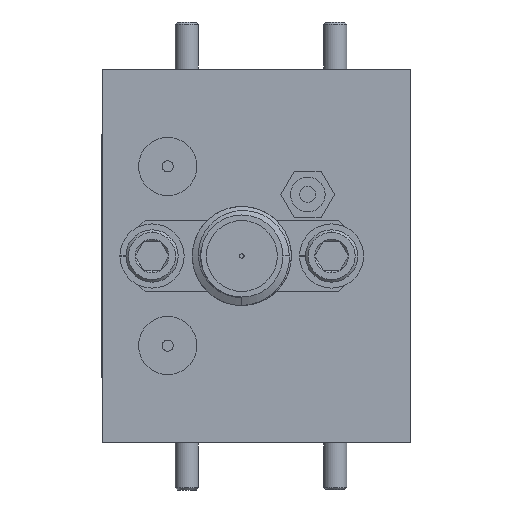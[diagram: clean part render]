
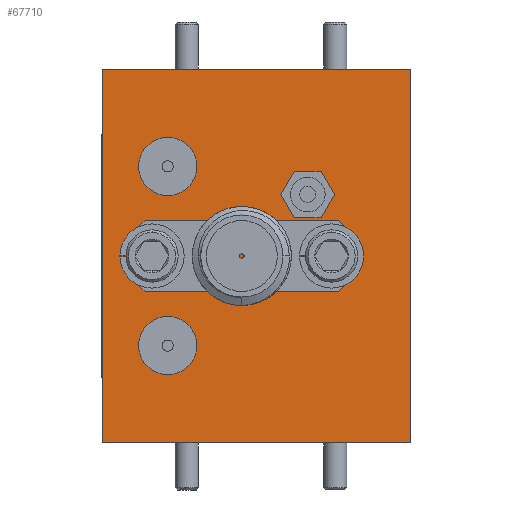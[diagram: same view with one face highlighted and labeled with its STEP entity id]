
A CAD part, left-side view. The second image highlights one B-rep face of the part: STEP entity #67710.
In plain terms, the highlighted planar face has unit normal (-1, 0, 0).
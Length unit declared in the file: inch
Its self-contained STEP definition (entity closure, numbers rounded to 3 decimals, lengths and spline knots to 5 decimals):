
#116 = VECTOR ( 'NONE', #15454, 39.37008 ) ;
#552 = CARTESIAN_POINT ( 'NONE',  ( -0.55, 0., 0.5 ) ) ;
#1123 = DIRECTION ( 'NONE',  ( 0., -1., 0. ) ) ;
#1526 = CIRCLE ( 'NONE', #41035, 0.078 ) ;
#1772 = DIRECTION ( 'NONE',  ( 0., -1., 0. ) ) ;
#2419 = ORIENTED_EDGE ( 'NONE', *, *, #60698, .F. ) ;
#3079 = DIRECTION ( 'NONE',  ( -1., 0., 0. ) ) ;
#3155 = EDGE_CURVE ( 'NONE', #55093, #35381, #23550, .T. ) ;
#3558 = CARTESIAN_POINT ( 'NONE',  ( -0.55, 0.20283, 0.165 ) ) ;
#4040 = CARTESIAN_POINT ( 'NONE',  ( -0.55, 0.692, 0.035 ) ) ;
#5756 = EDGE_CURVE ( 'NONE', #53535, #58092, #29783, .T. ) ;
#6987 = ORIENTED_EDGE ( 'NONE', *, *, #3155, .F. ) ;
#7298 = CARTESIAN_POINT ( 'NONE',  ( -0.55, 0.728, 0.24 ) ) ;
#7429 = DIRECTION ( 'NONE',  ( 0., 0., -1. ) ) ;
#8416 = CARTESIAN_POINT ( 'NONE',  ( -0.55, 0.23892, 0.1025 ) ) ;
#8805 = CIRCLE ( 'NONE', #59419, 0.035 ) ;
#9072 = AXIS2_PLACEMENT_3D ( 'NONE', #47205, #26092, #59578 ) ;
#9819 = CARTESIAN_POINT ( 'NONE',  ( -0.55, 0.692, -0.035 ) ) ;
#10094 = CARTESIAN_POINT ( 'NONE',  ( -0.55, 0.20283, 0.165 ) ) ;
#11225 = DIRECTION ( 'NONE',  ( 0., 0., 1. ) ) ;
#12016 = LINE ( 'NONE', #39303, #50213 ) ;
#12438 = CARTESIAN_POINT ( 'NONE',  ( -0.55, 0.65, -0.24 ) ) ;
#13690 = EDGE_CURVE ( 'NONE', #56228, #38728, #44967, .T. ) ;
#13774 = CARTESIAN_POINT ( 'NONE',  ( -0.55, 0.825, 0.5 ) ) ;
#13846 = LINE ( 'NONE', #47548, #26281 ) ;
#13862 = VERTEX_POINT ( 'NONE', #31791 ) ;
#14775 = VERTEX_POINT ( 'NONE', #4040 ) ;
#14806 = CARTESIAN_POINT ( 'NONE',  ( -0.55, 0.31108, 0.1025 ) ) ;
#14898 = ORIENTED_EDGE ( 'NONE', *, *, #61795, .F. ) ;
#15249 = ORIENTED_EDGE ( 'NONE', *, *, #37911, .T. ) ;
#15275 = AXIS2_PLACEMENT_3D ( 'NONE', #12438, #49777, #54925 ) ;
#15304 = CARTESIAN_POINT ( 'NONE',  ( -0.55, 0., -0.5 ) ) ;
#15454 = DIRECTION ( 'NONE',  ( 0., 0.5, 0.866 ) ) ;
#15902 = LINE ( 'NONE', #10094, #116 ) ;
#16329 = ORIENTED_EDGE ( 'NONE', *, *, #55121, .T. ) ;
#16813 = FACE_OUTER_BOUND ( 'NONE', #53869, .T. ) ;
#17409 = EDGE_LOOP ( 'NONE', ( #64235, #21655 ) ) ;
#18314 = DIRECTION ( 'NONE',  ( 1., 0., 0. ) ) ;
#18425 = CARTESIAN_POINT ( 'NONE',  ( -0.55, 0.65, 0.24 ) ) ;
#18840 = CARTESIAN_POINT ( 'NONE',  ( -0.55, 0.65, -0.24 ) ) ;
#19075 = CARTESIAN_POINT ( 'NONE',  ( -0.55, 0.825, -0.5 ) ) ;
#19756 = CARTESIAN_POINT ( 'NONE',  ( -0.55, 0.65, 0.24 ) ) ;
#19964 = ORIENTED_EDGE ( 'NONE', *, *, #47958, .F. ) ;
#20966 = EDGE_LOOP ( 'NONE', ( #51921, #68802, #14898, #54078, #6987, #41528 ) ) ;
#21096 = CARTESIAN_POINT ( 'NONE',  ( -0.55, 0.31108, 0.2275 ) ) ;
#21655 = ORIENTED_EDGE ( 'NONE', *, *, #13690, .F. ) ;
#21700 = ORIENTED_EDGE ( 'NONE', *, *, #51051, .F. ) ;
#21773 = FACE_BOUND ( 'NONE', #20966, .T. ) ;
#22467 = EDGE_CURVE ( 'NONE', #45439, #31424, #13846, .T. ) ;
#23047 = DIRECTION ( 'NONE',  ( 0., -1., 0. ) ) ;
#23550 = LINE ( 'NONE', #36616, #48462 ) ;
#23805 = LINE ( 'NONE', #53345, #62076 ) ;
#25074 = DIRECTION ( 'NONE',  ( 0., -1., 0. ) ) ;
#25641 = VECTOR ( 'NONE', #1123, 39.37008 ) ;
#25932 = DIRECTION ( 'NONE',  ( -1., 0., 0. ) ) ;
#25991 = DIRECTION ( 'NONE',  ( -1., 0., 0. ) ) ;
#26092 = DIRECTION ( 'NONE',  ( -1., 0., 0. ) ) ;
#26281 = VECTOR ( 'NONE', #52968, 39.37008 ) ;
#26406 = DIRECTION ( 'NONE',  ( 0., -0.5, 0.866 ) ) ;
#27787 = VECTOR ( 'NONE', #11225, 39.37008 ) ;
#28049 = CARTESIAN_POINT ( 'NONE',  ( -0.55, 0.31108, 0.2275 ) ) ;
#28257 = CARTESIAN_POINT ( 'NONE',  ( -0.55, 0.34717, 0.165 ) ) ;
#28841 = DIRECTION ( 'NONE',  ( -1., 0., 0. ) ) ;
#29165 = VECTOR ( 'NONE', #31731, 39.37008 ) ;
#29570 = CARTESIAN_POINT ( 'NONE',  ( -0.55, 0.572, -0.24 ) ) ;
#29783 = LINE ( 'NONE', #38028, #46367 ) ;
#31424 = VERTEX_POINT ( 'NONE', #552 ) ;
#31731 = DIRECTION ( 'NONE',  ( 0., 0.5, -0.866 ) ) ;
#31791 = CARTESIAN_POINT ( 'NONE',  ( -0.55, 0.728, -0.24 ) ) ;
#33441 = VECTOR ( 'NONE', #41085, 39.37008 ) ;
#33482 = ORIENTED_EDGE ( 'NONE', *, *, #38334, .F. ) ;
#33599 = CARTESIAN_POINT ( 'NONE',  ( -0.55, 0.825, 0.5 ) ) ;
#35381 = VERTEX_POINT ( 'NONE', #3558 ) ;
#35396 = VERTEX_POINT ( 'NONE', #19075 ) ;
#35524 = DIRECTION ( 'NONE',  ( 0., -1., 0. ) ) ;
#35893 = FACE_BOUND ( 'NONE', #42084, .T. ) ;
#36616 = CARTESIAN_POINT ( 'NONE',  ( -0.55, 0.23892, 0.1025 ) ) ;
#36836 = CARTESIAN_POINT ( 'NONE',  ( -0.55, 0.692, 0. ) ) ;
#36962 = VERTEX_POINT ( 'NONE', #53218 ) ;
#37911 = EDGE_CURVE ( 'NONE', #35396, #50206, #12016, .T. ) ;
#38028 = CARTESIAN_POINT ( 'NONE',  ( -0.55, 0.34717, 0.165 ) ) ;
#38334 = EDGE_CURVE ( 'NONE', #35396, #45439, #38558, .T. ) ;
#38558 = LINE ( 'NONE', #42981, #27787 ) ;
#38728 = VERTEX_POINT ( 'NONE', #58554 ) ;
#39137 = DIRECTION ( 'NONE',  ( 0., -0.5, -0.866 ) ) ;
#39303 = CARTESIAN_POINT ( 'NONE',  ( -0.55, 0.825, -0.5 ) ) ;
#40589 = VERTEX_POINT ( 'NONE', #9819 ) ;
#40906 = LINE ( 'NONE', #55746, #33441 ) ;
#41035 = AXIS2_PLACEMENT_3D ( 'NONE', #18425, #28841, #23047 ) ;
#41085 = DIRECTION ( 'NONE',  ( 0., 0., 1. ) ) ;
#41171 = EDGE_CURVE ( 'NONE', #57954, #53535, #43279, .T. ) ;
#41528 = ORIENTED_EDGE ( 'NONE', *, *, #43276, .F. ) ;
#42084 = EDGE_LOOP ( 'NONE', ( #60000, #19964 ) ) ;
#42170 = ORIENTED_EDGE ( 'NONE', *, *, #22467, .F. ) ;
#42981 = CARTESIAN_POINT ( 'NONE',  ( -0.55, 0.825, 0.5 ) ) ;
#43276 = EDGE_CURVE ( 'NONE', #58092, #55093, #65583, .T. ) ;
#43279 = LINE ( 'NONE', #21096, #29165 ) ;
#43754 = CARTESIAN_POINT ( 'NONE',  ( -0.55, 0.31108, 0.1025 ) ) ;
#44853 = EDGE_CURVE ( 'NONE', #14775, #40589, #67973, .T. ) ;
#44967 = CIRCLE ( 'NONE', #65503, 0.078 ) ;
#45439 = VERTEX_POINT ( 'NONE', #13774 ) ;
#45921 = EDGE_CURVE ( 'NONE', #38728, #56228, #1526, .T. ) ;
#45943 = EDGE_LOOP ( 'NONE', ( #2419, #21700 ) ) ;
#46367 = VECTOR ( 'NONE', #39137, 39.37008 ) ;
#47205 = CARTESIAN_POINT ( 'NONE',  ( -0.55, 0.692, 0. ) ) ;
#47548 = CARTESIAN_POINT ( 'NONE',  ( -0.55, 0.825, 0.5 ) ) ;
#47958 = EDGE_CURVE ( 'NONE', #40589, #14775, #8805, .T. ) ;
#48462 = VECTOR ( 'NONE', #26406, 39.37008 ) ;
#49777 = DIRECTION ( 'NONE',  ( -1., 0., 0. ) ) ;
#49995 = FACE_BOUND ( 'NONE', #45943, .T. ) ;
#50206 = VERTEX_POINT ( 'NONE', #15304 ) ;
#50213 = VECTOR ( 'NONE', #1772, 39.37008 ) ;
#51051 = EDGE_CURVE ( 'NONE', #13862, #65021, #65419, .T. ) ;
#51921 = ORIENTED_EDGE ( 'NONE', *, *, #5756, .F. ) ;
#52968 = DIRECTION ( 'NONE',  ( 0., -1., 0. ) ) ;
#53218 = CARTESIAN_POINT ( 'NONE',  ( -0.55, 0.23892, 0.2275 ) ) ;
#53345 = CARTESIAN_POINT ( 'NONE',  ( -0.55, 0.23892, 0.2275 ) ) ;
#53535 = VERTEX_POINT ( 'NONE', #28257 ) ;
#53869 = EDGE_LOOP ( 'NONE', ( #15249, #16329, #42170, #33482 ) ) ;
#54078 = ORIENTED_EDGE ( 'NONE', *, *, #68400, .F. ) ;
#54925 = DIRECTION ( 'NONE',  ( 0., -1., 0. ) ) ;
#55093 = VERTEX_POINT ( 'NONE', #8416 ) ;
#55121 = EDGE_CURVE ( 'NONE', #50206, #31424, #40906, .T. ) ;
#55746 = CARTESIAN_POINT ( 'NONE',  ( -0.55, 0., 0.5 ) ) ;
#56228 = VERTEX_POINT ( 'NONE', #7298 ) ;
#57954 = VERTEX_POINT ( 'NONE', #28049 ) ;
#58092 = VERTEX_POINT ( 'NONE', #14806 ) ;
#58554 = CARTESIAN_POINT ( 'NONE',  ( -0.55, 0.572, 0.24 ) ) ;
#58728 = DIRECTION ( 'NONE',  ( 0., 0., 1. ) ) ;
#59129 = AXIS2_PLACEMENT_3D ( 'NONE', #33599, #18314, #7429 ) ;
#59419 = AXIS2_PLACEMENT_3D ( 'NONE', #36836, #25932, #58728 ) ;
#59578 = DIRECTION ( 'NONE',  ( 0., 0., 1. ) ) ;
#60000 = ORIENTED_EDGE ( 'NONE', *, *, #44853, .F. ) ;
#60698 = EDGE_CURVE ( 'NONE', #65021, #13862, #66355, .T. ) ;
#61795 = EDGE_CURVE ( 'NONE', #36962, #57954, #23805, .T. ) ;
#62076 = VECTOR ( 'NONE', #68868, 39.37008 ) ;
#64183 = FACE_BOUND ( 'NONE', #17409, .T. ) ;
#64235 = ORIENTED_EDGE ( 'NONE', *, *, #45921, .F. ) ;
#64380 = AXIS2_PLACEMENT_3D ( 'NONE', #18840, #3079, #35524 ) ;
#65021 = VERTEX_POINT ( 'NONE', #29570 ) ;
#65419 = CIRCLE ( 'NONE', #64380, 0.078 ) ;
#65471 = PLANE ( 'NONE',  #59129 ) ;
#65503 = AXIS2_PLACEMENT_3D ( 'NONE', #19756, #25991, #25074 ) ;
#65583 = LINE ( 'NONE', #43754, #25641 ) ;
#66355 = CIRCLE ( 'NONE', #15275, 0.078 ) ;
#67710 = ADVANCED_FACE ( 'NONE', ( #49995, #64183, #35893, #16813, #21773 ), #65471, .F. ) ;
#67973 = CIRCLE ( 'NONE', #9072, 0.035 ) ;
#68400 = EDGE_CURVE ( 'NONE', #35381, #36962, #15902, .T. ) ;
#68802 = ORIENTED_EDGE ( 'NONE', *, *, #41171, .F. ) ;
#68868 = DIRECTION ( 'NONE',  ( 0., 1., 0. ) ) ;
